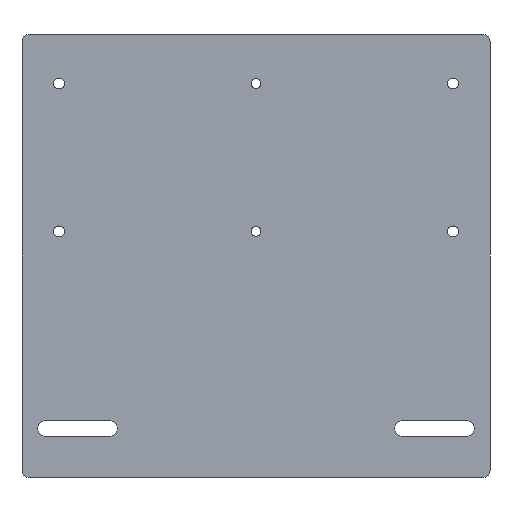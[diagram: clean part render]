
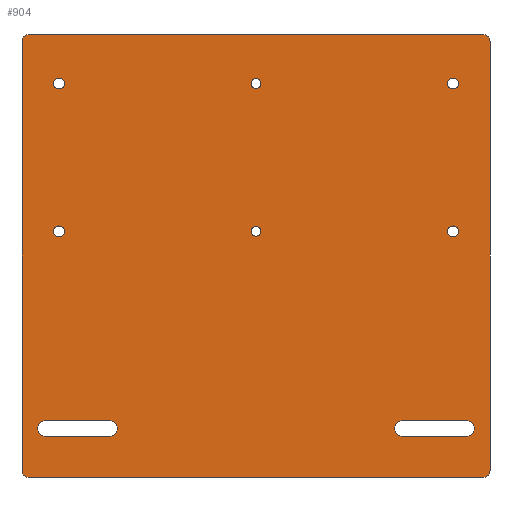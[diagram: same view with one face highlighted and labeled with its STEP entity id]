
A CAD part, left-side view. The second image highlights one B-rep face of the part: STEP entity #904.
In plain terms, the highlighted planar face has unit normal (-1, 0, 0).
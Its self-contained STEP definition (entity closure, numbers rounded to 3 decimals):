
#36=CARTESIAN_POINT('Axis2P3D Location',(0.,-80.,70.)) ;
#40=CARTESIAN_POINT('Vertex',(0.,-82.2,70.)) ;
#42=CARTESIAN_POINT('Vertex',(0.,-77.8,70.)) ;
#71=CARTESIAN_POINT('Axis2P3D Location',(0.,-80.,70.)) ;
#331=CARTESIAN_POINT('Vertex',(0.,-92.,-90.)) ;
#334=CARTESIAN_POINT('Line Origine',(0.,0.,-90.)) ;
#338=CARTESIAN_POINT('Vertex',(0.,92.,-90.)) ;
#362=CARTESIAN_POINT('Vertex',(0.,95.,-87.)) ;
#365=CARTESIAN_POINT('Line Origine',(0.,95.,0.)) ;
#369=CARTESIAN_POINT('Vertex',(0.,95.,87.)) ;
#393=CARTESIAN_POINT('Vertex',(0.,92.,90.)) ;
#396=CARTESIAN_POINT('Line Origine',(0.,0.,90.)) ;
#400=CARTESIAN_POINT('Vertex',(0.,-92.,90.)) ;
#424=CARTESIAN_POINT('Vertex',(0.,-95.,-87.)) ;
#431=CARTESIAN_POINT('Vertex',(0.,-95.,87.)) ;
#434=CARTESIAN_POINT('Line Origine',(0.,-95.,0.)) ;
#451=CARTESIAN_POINT('Axis2P3D Location',(0.,80.,70.)) ;
#455=CARTESIAN_POINT('Vertex',(0.,82.2,70.)) ;
#457=CARTESIAN_POINT('Vertex',(0.,77.8,70.)) ;
#477=CARTESIAN_POINT('Axis2P3D Location',(0.,80.,70.)) ;
#494=CARTESIAN_POINT('Axis2P3D Location',(0.,59.5,-70.)) ;
#498=CARTESIAN_POINT('Vertex',(0.,59.5,-66.85)) ;
#500=CARTESIAN_POINT('Vertex',(0.,59.5,-73.15)) ;
#529=CARTESIAN_POINT('Vertex',(0.,85.5,-73.15)) ;
#532=CARTESIAN_POINT('Line Origine',(0.,72.5,-73.15)) ;
#549=CARTESIAN_POINT('Axis2P3D Location',(0.,85.5,-70.)) ;
#553=CARTESIAN_POINT('Vertex',(0.,85.5,-66.85)) ;
#573=CARTESIAN_POINT('Line Origine',(0.,72.5,-66.85)) ;
#590=CARTESIAN_POINT('Axis2P3D Location',(0.,-85.5,-70.)) ;
#594=CARTESIAN_POINT('Vertex',(0.,-85.5,-66.85)) ;
#596=CARTESIAN_POINT('Vertex',(0.,-85.5,-73.15)) ;
#620=CARTESIAN_POINT('Vertex',(0.,-59.5,-73.15)) ;
#623=CARTESIAN_POINT('Line Origine',(0.,-72.5,-73.15)) ;
#640=CARTESIAN_POINT('Axis2P3D Location',(0.,-59.5,-70.)) ;
#644=CARTESIAN_POINT('Vertex',(0.,-59.5,-66.85)) ;
#659=CARTESIAN_POINT('Line Origine',(0.,-72.5,-66.85)) ;
#680=CARTESIAN_POINT('Vertex',(0.,-2.,70.)) ;
#683=CARTESIAN_POINT('Axis2P3D Location',(0.,0.,70.)) ;
#687=CARTESIAN_POINT('Vertex',(0.,2.,70.)) ;
#702=CARTESIAN_POINT('Axis2P3D Location',(0.,0.,70.)) ;
#723=CARTESIAN_POINT('Vertex',(0.,2.,10.)) ;
#726=CARTESIAN_POINT('Axis2P3D Location',(0.,0.,10.)) ;
#730=CARTESIAN_POINT('Vertex',(0.,-2.,10.)) ;
#745=CARTESIAN_POINT('Axis2P3D Location',(0.,0.,10.)) ;
#762=CARTESIAN_POINT('Axis2P3D Location',(0.,-92.,-87.)) ;
#779=CARTESIAN_POINT('Axis2P3D Location',(0.,-92.,87.)) ;
#796=CARTESIAN_POINT('Axis2P3D Location',(0.,92.,87.)) ;
#813=CARTESIAN_POINT('Axis2P3D Location',(0.,92.,-87.)) ;
#825=CARTESIAN_POINT('Axis2P3D Location',(0.,0.,0.)) ;
#868=CARTESIAN_POINT('Axis2P3D Location',(0.,-80.,10.)) ;
#872=CARTESIAN_POINT('Vertex',(0.,-77.8,10.)) ;
#874=CARTESIAN_POINT('Vertex',(0.,-82.2,10.)) ;
#877=CARTESIAN_POINT('Axis2P3D Location',(0.,-80.,10.)) ;
#886=CARTESIAN_POINT('Axis2P3D Location',(0.,80.,10.)) ;
#890=CARTESIAN_POINT('Vertex',(0.,77.8,10.)) ;
#892=CARTESIAN_POINT('Vertex',(0.,82.2,10.)) ;
#895=CARTESIAN_POINT('Axis2P3D Location',(0.,80.,10.)) ;
#336=VECTOR('Line Direction',#335,1.) ;
#367=VECTOR('Line Direction',#366,1.) ;
#398=VECTOR('Line Direction',#397,1.) ;
#436=VECTOR('Line Direction',#435,1.) ;
#534=VECTOR('Line Direction',#533,1.) ;
#575=VECTOR('Line Direction',#574,1.) ;
#625=VECTOR('Line Direction',#624,1.) ;
#661=VECTOR('Line Direction',#660,1.) ;
#37=DIRECTION('Axis2P3D Direction',(1.,0.,0.)) ;
#72=DIRECTION('Axis2P3D Direction',(1.,0.,0.)) ;
#335=DIRECTION('Vector Direction',(0.,-1.,0.)) ;
#366=DIRECTION('Vector Direction',(0.,0.,-1.)) ;
#397=DIRECTION('Vector Direction',(0.,1.,0.)) ;
#435=DIRECTION('Vector Direction',(0.,0.,1.)) ;
#452=DIRECTION('Axis2P3D Direction',(1.,0.,0.)) ;
#478=DIRECTION('Axis2P3D Direction',(1.,0.,0.)) ;
#495=DIRECTION('Axis2P3D Direction',(1.,0.,0.)) ;
#533=DIRECTION('Vector Direction',(0.,1.,0.)) ;
#550=DIRECTION('Axis2P3D Direction',(1.,0.,0.)) ;
#574=DIRECTION('Vector Direction',(0.,-1.,0.)) ;
#591=DIRECTION('Axis2P3D Direction',(1.,0.,0.)) ;
#624=DIRECTION('Vector Direction',(0.,1.,0.)) ;
#641=DIRECTION('Axis2P3D Direction',(1.,0.,0.)) ;
#660=DIRECTION('Vector Direction',(0.,-1.,0.)) ;
#684=DIRECTION('Axis2P3D Direction',(-1.,0.,-0.)) ;
#703=DIRECTION('Axis2P3D Direction',(-1.,0.,-0.)) ;
#727=DIRECTION('Axis2P3D Direction',(-1.,0.,-0.)) ;
#746=DIRECTION('Axis2P3D Direction',(-1.,0.,-0.)) ;
#763=DIRECTION('Axis2P3D Direction',(1.,0.,0.)) ;
#780=DIRECTION('Axis2P3D Direction',(1.,0.,0.)) ;
#797=DIRECTION('Axis2P3D Direction',(1.,0.,-0.)) ;
#814=DIRECTION('Axis2P3D Direction',(1.,0.,0.)) ;
#826=DIRECTION('Axis2P3D Direction',(1.,0.,0.)) ;
#827=DIRECTION('Axis2P3D XDirection',(0.,1.,0.)) ;
#869=DIRECTION('Axis2P3D Direction',(1.,0.,0.)) ;
#878=DIRECTION('Axis2P3D Direction',(1.,0.,0.)) ;
#887=DIRECTION('Axis2P3D Direction',(1.,0.,0.)) ;
#896=DIRECTION('Axis2P3D Direction',(1.,0.,0.)) ;
#38=AXIS2_PLACEMENT_3D('Circle Axis2P3D',#36,#37,$) ;
#73=AXIS2_PLACEMENT_3D('Circle Axis2P3D',#71,#72,$) ;
#453=AXIS2_PLACEMENT_3D('Circle Axis2P3D',#451,#452,$) ;
#479=AXIS2_PLACEMENT_3D('Circle Axis2P3D',#477,#478,$) ;
#496=AXIS2_PLACEMENT_3D('Circle Axis2P3D',#494,#495,$) ;
#551=AXIS2_PLACEMENT_3D('Circle Axis2P3D',#549,#550,$) ;
#592=AXIS2_PLACEMENT_3D('Circle Axis2P3D',#590,#591,$) ;
#642=AXIS2_PLACEMENT_3D('Circle Axis2P3D',#640,#641,$) ;
#685=AXIS2_PLACEMENT_3D('Circle Axis2P3D',#683,#684,$) ;
#704=AXIS2_PLACEMENT_3D('Circle Axis2P3D',#702,#703,$) ;
#728=AXIS2_PLACEMENT_3D('Circle Axis2P3D',#726,#727,$) ;
#747=AXIS2_PLACEMENT_3D('Circle Axis2P3D',#745,#746,$) ;
#764=AXIS2_PLACEMENT_3D('Circle Axis2P3D',#762,#763,$) ;
#781=AXIS2_PLACEMENT_3D('Circle Axis2P3D',#779,#780,$) ;
#798=AXIS2_PLACEMENT_3D('Circle Axis2P3D',#796,#797,$) ;
#815=AXIS2_PLACEMENT_3D('Circle Axis2P3D',#813,#814,$) ;
#828=AXIS2_PLACEMENT_3D('Plane Axis2P3D',#825,#826,#827) ;
#870=AXIS2_PLACEMENT_3D('Circle Axis2P3D',#868,#869,$) ;
#879=AXIS2_PLACEMENT_3D('Circle Axis2P3D',#877,#878,$) ;
#888=AXIS2_PLACEMENT_3D('Circle Axis2P3D',#886,#887,$) ;
#897=AXIS2_PLACEMENT_3D('Circle Axis2P3D',#895,#896,$) ;
#337=LINE('Line',#334,#336) ;
#368=LINE('Line',#365,#367) ;
#399=LINE('Line',#396,#398) ;
#437=LINE('Line',#434,#436) ;
#535=LINE('Line',#532,#534) ;
#576=LINE('Line',#573,#575) ;
#626=LINE('Line',#623,#625) ;
#662=LINE('Line',#659,#661) ;
#39=CIRCLE('generated circle',#38,2.2) ;
#74=CIRCLE('generated circle',#73,2.2) ;
#454=CIRCLE('generated circle',#453,2.2) ;
#480=CIRCLE('generated circle',#479,2.2) ;
#497=CIRCLE('generated circle',#496,3.15) ;
#552=CIRCLE('generated circle',#551,3.15) ;
#593=CIRCLE('generated circle',#592,3.15) ;
#643=CIRCLE('generated circle',#642,3.15) ;
#686=CIRCLE('generated circle',#685,2.) ;
#705=CIRCLE('generated circle',#704,2.) ;
#729=CIRCLE('generated circle',#728,2.) ;
#748=CIRCLE('generated circle',#747,2.) ;
#765=CIRCLE('generated circle',#764,3.) ;
#782=CIRCLE('generated circle',#781,3.) ;
#799=CIRCLE('generated circle',#798,3.) ;
#816=CIRCLE('generated circle',#815,3.) ;
#871=CIRCLE('generated circle',#870,2.2) ;
#880=CIRCLE('generated circle',#879,2.2) ;
#889=CIRCLE('generated circle',#888,2.2) ;
#898=CIRCLE('generated circle',#897,2.2) ;
#829=PLANE('',#828) ;
#843=FACE_BOUND('',#840,.T.) ;
#847=FACE_BOUND('',#844,.T.) ;
#853=FACE_BOUND('',#848,.T.) ;
#859=FACE_BOUND('',#854,.T.) ;
#863=FACE_BOUND('',#860,.T.) ;
#867=FACE_BOUND('',#864,.T.) ;
#885=FACE_BOUND('',#882,.T.) ;
#903=FACE_BOUND('',#900,.T.) ;
#44=EDGE_CURVE('',#41,#43,#39,.T.) ;
#75=EDGE_CURVE('',#43,#41,#74,.T.) ;
#340=EDGE_CURVE('',#332,#339,#337,.F.) ;
#371=EDGE_CURVE('',#363,#370,#368,.F.) ;
#402=EDGE_CURVE('',#394,#401,#399,.F.) ;
#438=EDGE_CURVE('',#432,#425,#437,.F.) ;
#459=EDGE_CURVE('',#456,#458,#454,.T.) ;
#481=EDGE_CURVE('',#458,#456,#480,.T.) ;
#502=EDGE_CURVE('',#499,#501,#497,.T.) ;
#536=EDGE_CURVE('',#501,#530,#535,.T.) ;
#555=EDGE_CURVE('',#530,#554,#552,.T.) ;
#577=EDGE_CURVE('',#554,#499,#576,.T.) ;
#598=EDGE_CURVE('',#595,#597,#593,.T.) ;
#627=EDGE_CURVE('',#597,#621,#626,.T.) ;
#646=EDGE_CURVE('',#621,#645,#643,.T.) ;
#663=EDGE_CURVE('',#645,#595,#662,.T.) ;
#689=EDGE_CURVE('',#688,#681,#686,.F.) ;
#706=EDGE_CURVE('',#681,#688,#705,.F.) ;
#732=EDGE_CURVE('',#731,#724,#729,.F.) ;
#749=EDGE_CURVE('',#724,#731,#748,.F.) ;
#766=EDGE_CURVE('',#425,#332,#765,.T.) ;
#783=EDGE_CURVE('',#401,#432,#782,.T.) ;
#800=EDGE_CURVE('',#370,#394,#799,.T.) ;
#817=EDGE_CURVE('',#339,#363,#816,.T.) ;
#876=EDGE_CURVE('',#873,#875,#871,.T.) ;
#881=EDGE_CURVE('',#875,#873,#880,.T.) ;
#894=EDGE_CURVE('',#891,#893,#889,.T.) ;
#899=EDGE_CURVE('',#893,#891,#898,.T.) ;
#831=ORIENTED_EDGE('',*,*,#766,.F.) ;
#832=ORIENTED_EDGE('',*,*,#438,.F.) ;
#833=ORIENTED_EDGE('',*,*,#783,.F.) ;
#834=ORIENTED_EDGE('',*,*,#402,.F.) ;
#835=ORIENTED_EDGE('',*,*,#800,.F.) ;
#836=ORIENTED_EDGE('',*,*,#371,.F.) ;
#837=ORIENTED_EDGE('',*,*,#817,.F.) ;
#838=ORIENTED_EDGE('',*,*,#340,.F.) ;
#841=ORIENTED_EDGE('',*,*,#732,.T.) ;
#842=ORIENTED_EDGE('',*,*,#749,.T.) ;
#845=ORIENTED_EDGE('',*,*,#689,.T.) ;
#846=ORIENTED_EDGE('',*,*,#706,.T.) ;
#849=ORIENTED_EDGE('',*,*,#598,.T.) ;
#850=ORIENTED_EDGE('',*,*,#627,.T.) ;
#851=ORIENTED_EDGE('',*,*,#646,.T.) ;
#852=ORIENTED_EDGE('',*,*,#663,.T.) ;
#855=ORIENTED_EDGE('',*,*,#502,.T.) ;
#856=ORIENTED_EDGE('',*,*,#536,.T.) ;
#857=ORIENTED_EDGE('',*,*,#555,.T.) ;
#858=ORIENTED_EDGE('',*,*,#577,.T.) ;
#861=ORIENTED_EDGE('',*,*,#44,.T.) ;
#862=ORIENTED_EDGE('',*,*,#75,.T.) ;
#865=ORIENTED_EDGE('',*,*,#459,.T.) ;
#866=ORIENTED_EDGE('',*,*,#481,.T.) ;
#883=ORIENTED_EDGE('',*,*,#876,.T.) ;
#884=ORIENTED_EDGE('',*,*,#881,.T.) ;
#901=ORIENTED_EDGE('',*,*,#894,.T.) ;
#902=ORIENTED_EDGE('',*,*,#899,.T.) ;
#830=EDGE_LOOP('',(#831,#832,#833,#834,#835,#836,#837,#838)) ;
#840=EDGE_LOOP('',(#841,#842)) ;
#844=EDGE_LOOP('',(#845,#846)) ;
#848=EDGE_LOOP('',(#849,#850,#851,#852)) ;
#854=EDGE_LOOP('',(#855,#856,#857,#858)) ;
#860=EDGE_LOOP('',(#861,#862)) ;
#864=EDGE_LOOP('',(#865,#866)) ;
#882=EDGE_LOOP('',(#883,#884)) ;
#900=EDGE_LOOP('',(#901,#902)) ;
#41=VERTEX_POINT('',#40) ;
#43=VERTEX_POINT('',#42) ;
#332=VERTEX_POINT('',#331) ;
#339=VERTEX_POINT('',#338) ;
#363=VERTEX_POINT('',#362) ;
#370=VERTEX_POINT('',#369) ;
#394=VERTEX_POINT('',#393) ;
#401=VERTEX_POINT('',#400) ;
#425=VERTEX_POINT('',#424) ;
#432=VERTEX_POINT('',#431) ;
#456=VERTEX_POINT('',#455) ;
#458=VERTEX_POINT('',#457) ;
#499=VERTEX_POINT('',#498) ;
#501=VERTEX_POINT('',#500) ;
#530=VERTEX_POINT('',#529) ;
#554=VERTEX_POINT('',#553) ;
#595=VERTEX_POINT('',#594) ;
#597=VERTEX_POINT('',#596) ;
#621=VERTEX_POINT('',#620) ;
#645=VERTEX_POINT('',#644) ;
#681=VERTEX_POINT('',#680) ;
#688=VERTEX_POINT('',#687) ;
#724=VERTEX_POINT('',#723) ;
#731=VERTEX_POINT('',#730) ;
#873=VERTEX_POINT('',#872) ;
#875=VERTEX_POINT('',#874) ;
#891=VERTEX_POINT('',#890) ;
#893=VERTEX_POINT('',#892) ;
#904=ADVANCED_FACE('Corps principal',(#839,#843,#847,#853,#859,#863,#867,#885,#903),#829,.F.) ;
#839=FACE_OUTER_BOUND('',#830,.T.) ;
